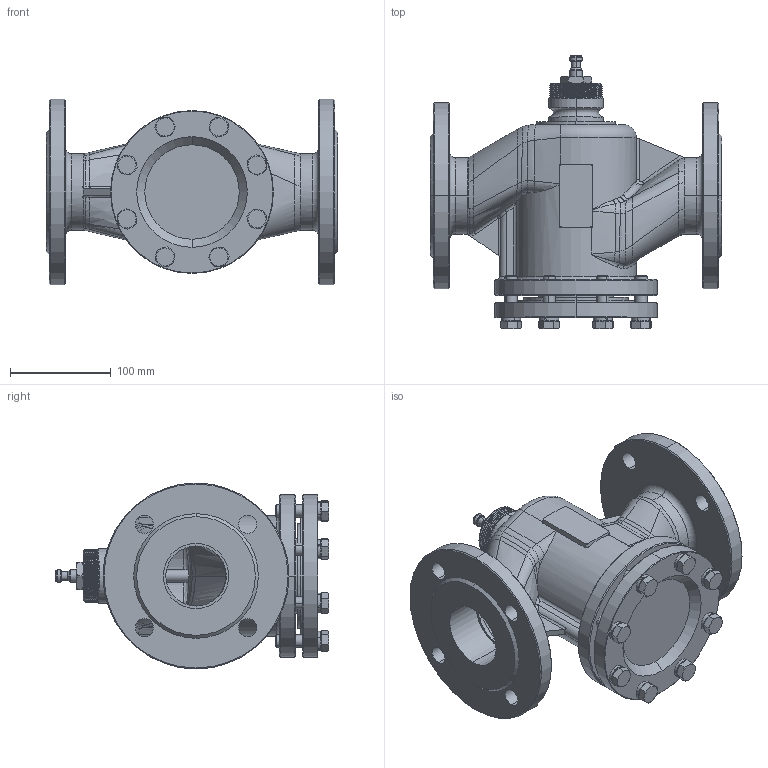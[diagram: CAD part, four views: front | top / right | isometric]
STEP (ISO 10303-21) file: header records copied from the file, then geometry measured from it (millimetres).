
FILE_DESCRIPTION((''),'2;1');
FILE_NAME('3D_STEP_CAD_MODEL_OF__SW0003','2023-03-28T19:09:47',('phili'),(''),'CREO PARAMETRIC BY PTC INC, 2019010','CREO PARAMETRIC BY PTC INC, 2019010','');
FILE_SCHEMA(('CONFIG_CONTROL_DESIGN'));
Products named in the file (1): 3D_STEP_CAD_MODEL_OF__SW0003
Bounding box: 290 x 272 x 185 mm (x, y, z)
Surface area: 448928.5 mm2 (no closed solid volume)
Topology: 0 solids, 48 shells, 831 faces, 2352 edges, 1548 vertices
Faces by surface type: bspline 344, cylinder 215, plane 129, cone 112, torus 27, sphere 4
Entity records: 97478 total; most frequent: CARTESIAN_POINT 79335, ORIENTED_EDGE 4024, DIRECTION 2700, EDGE_CURVE 2350, VERTEX_POINT 1548, B_SPLINE_CURVE_WITH_KNOTS 1223, AXIS2_PLACEMENT_3D 1086, EDGE_LOOP 906
